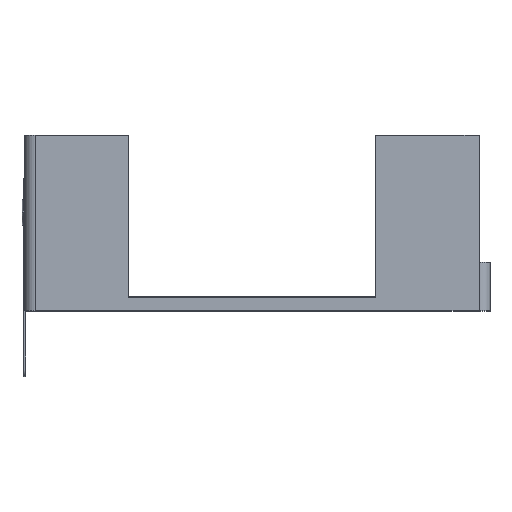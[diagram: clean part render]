
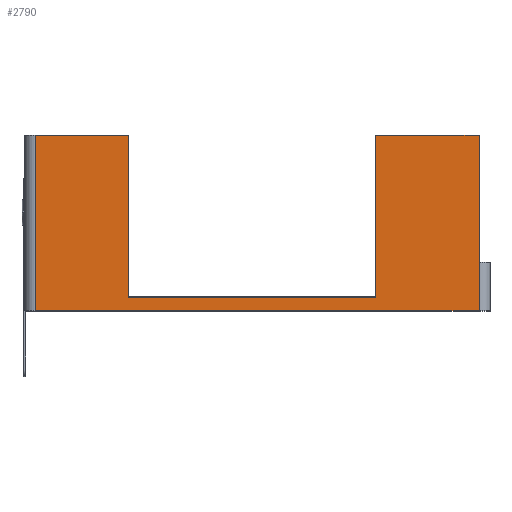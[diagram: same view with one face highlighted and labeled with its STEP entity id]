
A CAD part, top view. The second image highlights one B-rep face of the part: STEP entity #2790.
In plain terms, the highlighted planar face has unit normal (0, 0, 1).
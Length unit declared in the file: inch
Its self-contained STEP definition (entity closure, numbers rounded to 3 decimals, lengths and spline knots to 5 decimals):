
#216 = CARTESIAN_POINT ( 'NONE',  ( -1.01, 0.8, 0.582 ) ) ;
#421 = CARTESIAN_POINT ( 'NONE',  ( 1.01, 0., 0.582 ) ) ;
#492 = DIRECTION ( 'NONE',  ( 1., 0., 0. ) ) ;
#674 = CARTESIAN_POINT ( 'NONE',  ( 0., 0.8, 0.582 ) ) ;
#744 = VECTOR ( 'NONE', #2359, 39.37008 ) ;
#864 = VECTOR ( 'NONE', #3126, 39.37008 ) ;
#979 = FACE_OUTER_BOUND ( 'NONE', #5705, .T. ) ;
#1226 = VECTOR ( 'NONE', #1445, 39.37008 ) ;
#1334 = EDGE_CURVE ( 'NONE', #2976, #2071, #3545, .T. ) ;
#1428 = ORIENTED_EDGE ( 'NONE', *, *, #5698, .T. ) ;
#1445 = DIRECTION ( 'NONE',  ( 0., -1., 0. ) ) ;
#1517 = LINE ( 'NONE', #216, #1226 ) ;
#1532 = VERTEX_POINT ( 'NONE', #5103 ) ;
#1537 = ORIENTED_EDGE ( 'NONE', *, *, #1544, .T. ) ;
#1544 = EDGE_CURVE ( 'NONE', #5674, #1532, #1517, .T. ) ;
#1614 = PLANE ( 'NONE',  #7054 ) ;
#1742 = EDGE_CURVE ( 'NONE', #4598, #1862, #5722, .T. ) ;
#1835 = ORIENTED_EDGE ( 'NONE', *, *, #1742, .F. ) ;
#1862 = VERTEX_POINT ( 'NONE', #2973 ) ;
#2000 = EDGE_CURVE ( 'NONE', #2071, #2813, #6012, .T. ) ;
#2049 = DIRECTION ( 'NONE',  ( 0., -1., 0. ) ) ;
#2071 = VERTEX_POINT ( 'NONE', #7414 ) ;
#2359 = DIRECTION ( 'NONE',  ( 0., -1., 0. ) ) ;
#2393 = ORIENTED_EDGE ( 'NONE', *, *, #2000, .F. ) ;
#2450 = DIRECTION ( 'NONE',  ( 0., -1., 0. ) ) ;
#2542 = LINE ( 'NONE', #3066, #4287 ) ;
#2651 = VECTOR ( 'NONE', #5797, 39.37008 ) ;
#2653 = CARTESIAN_POINT ( 'NONE',  ( 0.54, 0.8, 0.582 ) ) ;
#2790 = ADVANCED_FACE ( 'NONE', ( #979 ), #1614, .F. ) ;
#2813 = VERTEX_POINT ( 'NONE', #421 ) ;
#2950 = CARTESIAN_POINT ( 'NONE',  ( 1.01, 0.8, 0.582 ) ) ;
#2973 = CARTESIAN_POINT ( 'NONE',  ( 0.54, 0.06, 0.582 ) ) ;
#2976 = VERTEX_POINT ( 'NONE', #2950 ) ;
#3066 = CARTESIAN_POINT ( 'NONE',  ( -0.585, 0.8, 0.582 ) ) ;
#3126 = DIRECTION ( 'NONE',  ( 1., 0., 0. ) ) ;
#3210 = CARTESIAN_POINT ( 'NONE',  ( 0., 0.8, 0.582 ) ) ;
#3251 = ORIENTED_EDGE ( 'NONE', *, *, #1334, .F. ) ;
#3288 = CARTESIAN_POINT ( 'NONE',  ( -0.585, 0.06, 0.582 ) ) ;
#3493 = VECTOR ( 'NONE', #5114, 39.37008 ) ;
#3511 = CARTESIAN_POINT ( 'NONE',  ( -0.585, 0.8, 0.582 ) ) ;
#3539 = CARTESIAN_POINT ( 'NONE',  ( 0.54, 0.8, 0.582 ) ) ;
#3545 = LINE ( 'NONE', #5615, #7430 ) ;
#3555 = ORIENTED_EDGE ( 'NONE', *, *, #4584, .F. ) ;
#3711 = CARTESIAN_POINT ( 'NONE',  ( 1.01, 0.22, 0.582 ) ) ;
#3733 = LINE ( 'NONE', #4771, #6592 ) ;
#4123 = DIRECTION ( 'NONE',  ( 0., 0., -1. ) ) ;
#4287 = VECTOR ( 'NONE', #2450, 39.37008 ) ;
#4314 = VECTOR ( 'NONE', #5227, 39.37008 ) ;
#4579 = CARTESIAN_POINT ( 'NONE',  ( 0., 0.06, 0.582 ) ) ;
#4584 = EDGE_CURVE ( 'NONE', #5360, #2976, #5861, .T. ) ;
#4598 = VERTEX_POINT ( 'NONE', #3288 ) ;
#4609 = ORIENTED_EDGE ( 'NONE', *, *, #6569, .T. ) ;
#4771 = CARTESIAN_POINT ( 'NONE',  ( 0., 0., 0.582 ) ) ;
#4870 = ORIENTED_EDGE ( 'NONE', *, *, #7523, .F. ) ;
#4977 = CARTESIAN_POINT ( 'NONE',  ( -1.01, 0.8, 0.582 ) ) ;
#5103 = CARTESIAN_POINT ( 'NONE',  ( -1.01, 0., 0.582 ) ) ;
#5114 = DIRECTION ( 'NONE',  ( 1., 0., 0. ) ) ;
#5184 = CARTESIAN_POINT ( 'NONE',  ( 0., 0.06, 0.582 ) ) ;
#5227 = DIRECTION ( 'NONE',  ( 0., -1., 0. ) ) ;
#5360 = VERTEX_POINT ( 'NONE', #3539 ) ;
#5615 = CARTESIAN_POINT ( 'NONE',  ( 1.01, 0.8, 0.582 ) ) ;
#5674 = VERTEX_POINT ( 'NONE', #4977 ) ;
#5698 = EDGE_CURVE ( 'NONE', #5360, #1862, #6597, .T. ) ;
#5705 = EDGE_LOOP ( 'NONE', ( #4609, #2393, #3251, #3555, #1428, #1835, #4870, #6391, #1537 ) ) ;
#5722 = LINE ( 'NONE', #5184, #2651 ) ;
#5797 = DIRECTION ( 'NONE',  ( 1., 0., 0. ) ) ;
#5861 = LINE ( 'NONE', #3210, #3493 ) ;
#5874 = VERTEX_POINT ( 'NONE', #3511 ) ;
#6012 = LINE ( 'NONE', #3711, #744 ) ;
#6270 = EDGE_CURVE ( 'NONE', #5674, #5874, #6316, .T. ) ;
#6316 = LINE ( 'NONE', #674, #864 ) ;
#6391 = ORIENTED_EDGE ( 'NONE', *, *, #6270, .F. ) ;
#6536 = DIRECTION ( 'NONE',  ( -1., 0., 0. ) ) ;
#6569 = EDGE_CURVE ( 'NONE', #1532, #2813, #3733, .T. ) ;
#6592 = VECTOR ( 'NONE', #492, 39.37008 ) ;
#6597 = LINE ( 'NONE', #2653, #4314 ) ;
#7054 = AXIS2_PLACEMENT_3D ( 'NONE', #4579, #4123, #6536 ) ;
#7414 = CARTESIAN_POINT ( 'NONE',  ( 1.01, 0.22, 0.582 ) ) ;
#7430 = VECTOR ( 'NONE', #2049, 39.37008 ) ;
#7523 = EDGE_CURVE ( 'NONE', #5874, #4598, #2542, .T. ) ;
